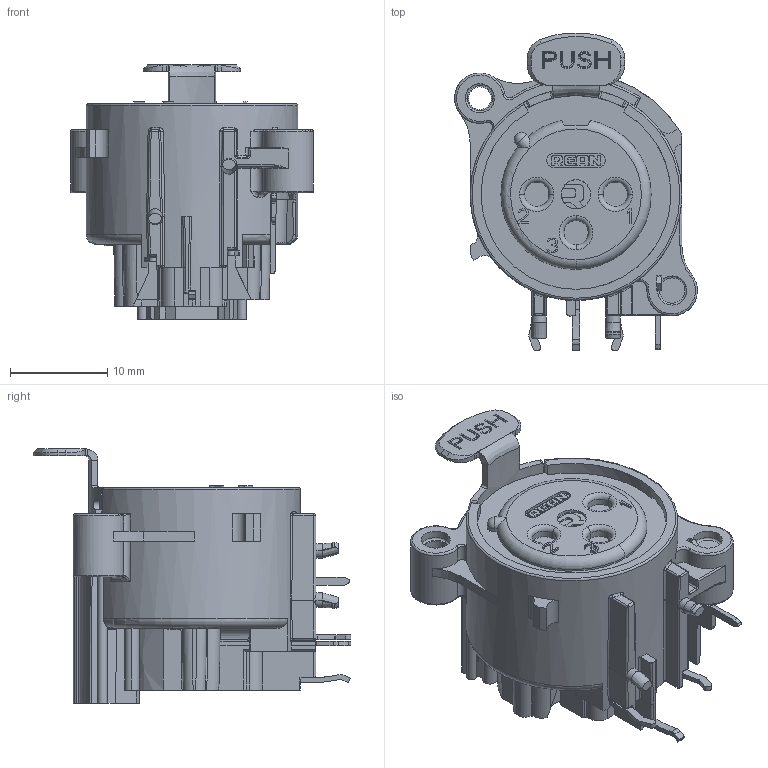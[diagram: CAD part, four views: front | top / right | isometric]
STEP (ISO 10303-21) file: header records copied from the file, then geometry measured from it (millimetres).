
FILE_DESCRIPTION((''),'2;1');
FILE_NAME('RRX3F-AA-020','2024-04-28T16:26:19',('summer.xia'),(''),'CREO PARAMETRIC BY PTC INC, 2023424','CREO PARAMETRIC BY PTC INC, 2023424','');
FILE_SCHEMA(('CONFIG_CONTROL_DESIGN'));
Length unit declared in the file: millimetre
Products named in the file (1): RRX3F-AA-020
Bounding box: 25 x 32.7 x 26.2 mm (x, y, z)
Volume: 7309.4 mm3; surface area: 3591.4 mm2
Topology: 1 solids, 5 shells, 1171 faces, 3261 edges, 2106 vertices
Faces by surface type: plane 755, cylinder 238, torus 52, bspline 48, cone 31, extrusion 27, sphere 20
Entity records: 40518 total; most frequent: CARTESIAN_POINT 11139, ORIENTED_EDGE 6448, DIRECTION 5655, EDGE_CURVE 3224, VECTOR 2193, LINE 2166, VERTEX_POINT 2078, AXIS2_PLACEMENT_3D 1731
